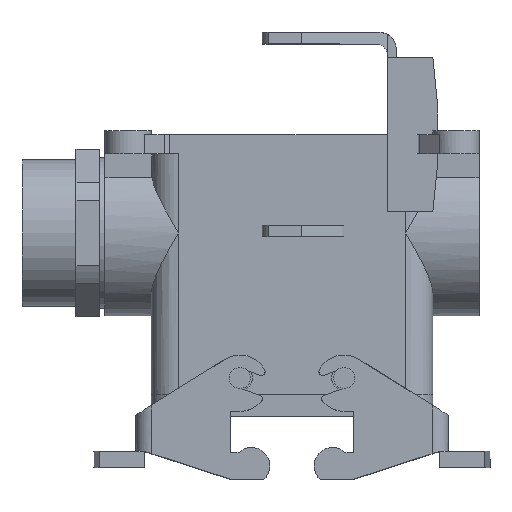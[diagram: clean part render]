
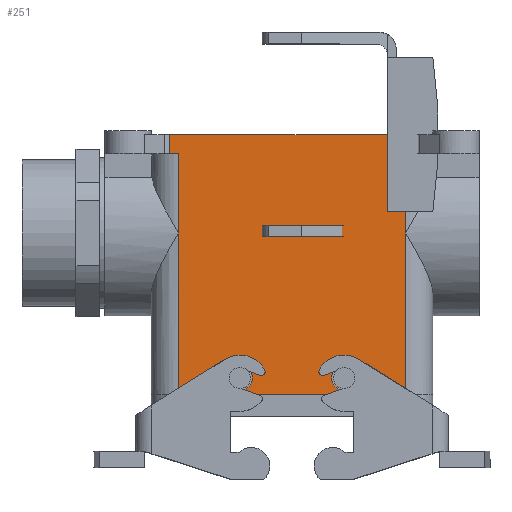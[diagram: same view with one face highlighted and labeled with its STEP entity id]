
A CAD part, top view. The second image highlights one B-rep face of the part: STEP entity #251.
In plain terms, the highlighted planar face has unit normal (0, 0, 1).
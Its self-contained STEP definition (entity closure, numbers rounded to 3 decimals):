
#251 = ADVANCED_FACE( '', ( #688, #689, #690 ), #691, .F. );
#688 = FACE_OUTER_BOUND( '', #1382, .T. );
#689 = FACE_BOUND( '', #1383, .T. );
#690 = FACE_BOUND( '', #1384, .T. );
#691 = PLANE( '', #1385 );
#1382 = EDGE_LOOP( '', ( #2078, #2079, #2080, #2081, #2082, #2083, #2084, #2085, #2086, #2087 ) );
#1383 = EDGE_LOOP( '', ( #2088 ) );
#1384 = EDGE_LOOP( '', ( #2089 ) );
#1385 = AXIS2_PLACEMENT_3D( '', #2090, #2091, #2092 );
#2078 = ORIENTED_EDGE( '', *, *, #3868, .T. );
#2079 = ORIENTED_EDGE( '', *, *, #3869, .F. );
#2080 = ORIENTED_EDGE( '', *, *, #3858, .F. );
#2081 = ORIENTED_EDGE( '', *, *, #3870, .F. );
#2082 = ORIENTED_EDGE( '', *, *, #3871, .F. );
#2083 = ORIENTED_EDGE( '', *, *, #3872, .T. );
#2084 = ORIENTED_EDGE( '', *, *, #3873, .T. );
#2085 = ORIENTED_EDGE( '', *, *, #3874, .T. );
#2086 = ORIENTED_EDGE( '', *, *, #3875, .F. );
#2087 = ORIENTED_EDGE( '', *, *, #3876, .T. );
#2088 = ORIENTED_EDGE( '', *, *, #3877, .F. );
#2089 = ORIENTED_EDGE( '', *, *, #3878, .F. );
#2090 = CARTESIAN_POINT( '', ( 32.515, -5., 21.5 ) );
#2091 = DIRECTION( '', ( 0., 0., -1. ) );
#2092 = DIRECTION( '', ( -1., 0., 0. ) );
#3858 = EDGE_CURVE( '', #4551, #4552, #4553, .T. );
#3868 = EDGE_CURVE( '', #4569, #4570, #4571, .T. );
#3869 = EDGE_CURVE( '', #4552, #4570, #4572, .T. );
#3870 = EDGE_CURVE( '', #4573, #4551, #4574, .T. );
#3871 = EDGE_CURVE( '', #4575, #4573, #4576, .T. );
#3872 = EDGE_CURVE( '', #4575, #4577, #4578, .T. );
#3873 = EDGE_CURVE( '', #4577, #4579, #4580, .T. );
#3874 = EDGE_CURVE( '', #4579, #4581, #4582, .F. );
#3875 = EDGE_CURVE( '', #4583, #4581, #4584, .T. );
#3876 = EDGE_CURVE( '', #4583, #4569, #4585, .T. );
#3877 = EDGE_CURVE( '', #4586, #4586, #4587, .F. );
#3878 = EDGE_CURVE( '', #4588, #4588, #4589, .F. );
#4551 = VERTEX_POINT( '', #5582 );
#4552 = VERTEX_POINT( '', #5583 );
#4553 = LINE( '', #5584, #5585 );
#4569 = VERTEX_POINT( '', #5631 );
#4570 = VERTEX_POINT( '', #5632 );
#4571 = LINE( '', #5633, #5634 );
#4572 = B_SPLINE_CURVE_WITH_KNOTS( '', 1, ( #5635, #5636 ), .UNSPECIFIED., .F., .F., ( 2, 2 ), ( 0., 1. ), .UNSPECIFIED. );
#4573 = VERTEX_POINT( '', #5637 );
#4574 = LINE( '', #5638, #5639 );
#4575 = VERTEX_POINT( '', #5640 );
#4576 = LINE( '', #5641, #5642 );
#4577 = VERTEX_POINT( '', #5643 );
#4578 = LINE( '', #5644, #5645 );
#4579 = VERTEX_POINT( '', #5646 );
#4580 = LINE( '', #5647, #5648 );
#4581 = VERTEX_POINT( '', #5649 );
#4582 = LINE( '', #5650, #5651 );
#4583 = VERTEX_POINT( '', #5652 );
#4584 = LINE( '', #5653, #5654 );
#4585 = LINE( '', #5655, #5656 );
#4586 = VERTEX_POINT( '', #5657 );
#4587 = CIRCLE( '', #5658, 3.25 );
#4588 = VERTEX_POINT( '', #5659 );
#4589 = CIRCLE( '', #5660, 3.25 );
#5582 = CARTESIAN_POINT( '', ( 29.5, -25.5, 21.5 ) );
#5583 = CARTESIAN_POINT( '', ( 29.5, -67.4, 21.505 ) );
#5584 = CARTESIAN_POINT( '', ( 29.5, 64.704, 21.5 ) );
#5585 = VECTOR( '', #7184, 1000. );
#5631 = CARTESIAN_POINT( '', ( -29.5, -25.5, 21.5 ) );
#5632 = CARTESIAN_POINT( '', ( -29.5, -67.4, 21.505 ) );
#5633 = CARTESIAN_POINT( '', ( -29.5, 64.704, 21.5 ) );
#5634 = VECTOR( '', #7193, 1000. );
#5635 = CARTESIAN_POINT( '', ( 29.5, -67.4, 21.51 ) );
#5636 = CARTESIAN_POINT( '', ( -29.5, -67.4, 21.51 ) );
#5637 = CARTESIAN_POINT( '', ( 29.5, -5., 21.5 ) );
#5638 = CARTESIAN_POINT( '', ( 29.5, 64.704, 21.5 ) );
#5639 = VECTOR( '', #7194, 1000. );
#5640 = CARTESIAN_POINT( '', ( 31.686, -5., 21.5 ) );
#5641 = CARTESIAN_POINT( '', ( 32.515, -5., 21.5 ) );
#5642 = VECTOR( '', #7195, 1000. );
#5643 = CARTESIAN_POINT( '', ( 31.686, 0., 21.5 ) );
#5644 = CARTESIAN_POINT( '', ( 31.686, 0., 21.5 ) );
#5645 = VECTOR( '', #7196, 1000. );
#5646 = CARTESIAN_POINT( '', ( -31.686, 0., 21.5 ) );
#5647 = CARTESIAN_POINT( '', ( 32.515, 0., 21.5 ) );
#5648 = VECTOR( '', #7197, 1000. );
#5649 = CARTESIAN_POINT( '', ( -31.686, -5., 21.5 ) );
#5650 = CARTESIAN_POINT( '', ( -31.686, -5., 21.5 ) );
#5651 = VECTOR( '', #7198, 1000. );
#5652 = CARTESIAN_POINT( '', ( -29.5, -5., 21.5 ) );
#5653 = CARTESIAN_POINT( '', ( 32.515, -5., 21.5 ) );
#5654 = VECTOR( '', #7199, 1000. );
#5655 = CARTESIAN_POINT( '', ( -29.5, 64.704, 21.5 ) );
#5656 = VECTOR( '', #7200, 1000. );
#5657 = CARTESIAN_POINT( '', ( -16.75, -63.1, 21.5 ) );
#5658 = AXIS2_PLACEMENT_3D( '', #7201, #7202, #7203 );
#5659 = CARTESIAN_POINT( '', ( 10.25, -63.1, 21.5 ) );
#5660 = AXIS2_PLACEMENT_3D( '', #7204, #7205, #7206 );
#7184 = DIRECTION( '', ( 0., -1., 0. ) );
#7193 = DIRECTION( '', ( 0., -1., 0. ) );
#7194 = DIRECTION( '', ( 0., -1., 0. ) );
#7195 = DIRECTION( '', ( -1., 0., 0. ) );
#7196 = DIRECTION( '', ( 0., 1., 0. ) );
#7197 = DIRECTION( '', ( -1., 0., 0. ) );
#7198 = DIRECTION( '', ( 0., 1., 0. ) );
#7199 = DIRECTION( '', ( -1., 0., 0. ) );
#7200 = DIRECTION( '', ( 0., -1., 0. ) );
#7201 = CARTESIAN_POINT( '', ( -13.5, -63.1, 21.5 ) );
#7202 = DIRECTION( '', ( 0., 0., -1. ) );
#7203 = DIRECTION( '', ( -1., 0., 0. ) );
#7204 = CARTESIAN_POINT( '', ( 13.5, -63.1, 21.5 ) );
#7205 = DIRECTION( '', ( 0., 0., -1. ) );
#7206 = DIRECTION( '', ( -1., 0., 0. ) );
